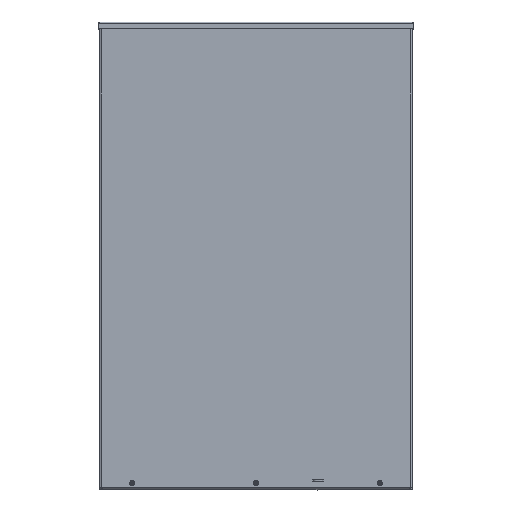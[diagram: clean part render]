
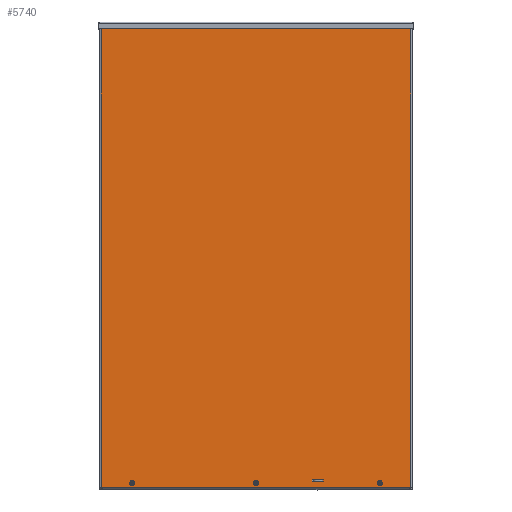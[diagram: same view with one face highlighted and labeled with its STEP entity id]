
A CAD part, top view. The second image highlights one B-rep face of the part: STEP entity #5740.
In plain terms, the highlighted face is planar.
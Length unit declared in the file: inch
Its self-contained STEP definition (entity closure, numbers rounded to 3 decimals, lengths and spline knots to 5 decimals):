
#275=FACE_BOUND('',#1190,.T.);
#276=FACE_BOUND('',#1191,.T.);
#277=FACE_BOUND('',#1192,.T.);
#278=FACE_BOUND('',#1193,.T.);
#279=FACE_BOUND('',#1194,.T.);
#280=FACE_BOUND('',#1195,.T.);
#281=FACE_BOUND('',#1196,.T.);
#464=PLANE('',#6222);
#769=FACE_OUTER_BOUND('',#1189,.T.);
#1189=EDGE_LOOP('',(#4562,#4563,#4564,#4565));
#1190=EDGE_LOOP('',(#4566));
#1191=EDGE_LOOP('',(#4567));
#1192=EDGE_LOOP('',(#4568));
#1193=EDGE_LOOP('',(#4569));
#1194=EDGE_LOOP('',(#4570,#4571,#4572,#4573,#4574,#4575,#4576,#4577));
#1195=EDGE_LOOP('',(#4578));
#1196=EDGE_LOOP('',(#4579));
#1626=LINE('',#9532,#2068);
#1630=LINE('',#9544,#2072);
#1634=LINE('',#9556,#2076);
#1639=LINE('',#9568,#2081);
#1641=LINE('',#9585,#2083);
#1648=LINE('',#9606,#2090);
#1653=LINE('',#9622,#2095);
#1655=LINE('',#9625,#2097);
#2068=VECTOR('',#7346,0.09375);
#2072=VECTOR('',#7358,0.78125);
#2076=VECTOR('',#7370,0.09375);
#2081=VECTOR('',#7383,0.78125);
#2083=VECTOR('',#7401,35.875);
#2090=VECTOR('',#7428,35.875);
#2095=VECTOR('',#7451,23.9375);
#2097=VECTOR('',#7455,23.9375);
#2348=CIRCLE('',#6169,0.125);
#2350=CIRCLE('',#6172,0.125);
#2352=CIRCLE('',#6175,0.125);
#2354=CIRCLE('',#6178,0.125);
#2355=CIRCLE('',#6180,0.03125);
#2357=CIRCLE('',#6184,0.03125);
#2359=CIRCLE('',#6188,0.03125);
#2361=CIRCLE('',#6192,0.03125);
#2364=CIRCLE('',#6197,0.125);
#2366=CIRCLE('',#6200,0.125);
#2725=VERTEX_POINT('',#9504);
#2727=VERTEX_POINT('',#9509);
#2729=VERTEX_POINT('',#9514);
#2731=VERTEX_POINT('',#9519);
#2732=VERTEX_POINT('',#9522);
#2733=VERTEX_POINT('',#9523);
#2736=VERTEX_POINT('',#9531);
#2738=VERTEX_POINT('',#9537);
#2740=VERTEX_POINT('',#9543);
#2742=VERTEX_POINT('',#9549);
#2744=VERTEX_POINT('',#9555);
#2746=VERTEX_POINT('',#9561);
#2749=VERTEX_POINT('',#9572);
#2751=VERTEX_POINT('',#9577);
#2753=VERTEX_POINT('',#9582);
#2754=VERTEX_POINT('',#9584);
#2757=VERTEX_POINT('',#9603);
#2758=VERTEX_POINT('',#9605);
#3345=EDGE_CURVE('',#2725,#2725,#2348,.T.);
#3347=EDGE_CURVE('',#2727,#2727,#2350,.T.);
#3349=EDGE_CURVE('',#2729,#2729,#2352,.T.);
#3351=EDGE_CURVE('',#2731,#2731,#2354,.T.);
#3352=EDGE_CURVE('',#2732,#2733,#2355,.T.);
#3356=EDGE_CURVE('',#2736,#2733,#1626,.T.);
#3359=EDGE_CURVE('',#2736,#2738,#2357,.T.);
#3362=EDGE_CURVE('',#2740,#2738,#1630,.T.);
#3365=EDGE_CURVE('',#2740,#2742,#2359,.T.);
#3368=EDGE_CURVE('',#2744,#2742,#1634,.T.);
#3371=EDGE_CURVE('',#2744,#2746,#2361,.T.);
#3375=EDGE_CURVE('',#2732,#2746,#1639,.T.);
#3377=EDGE_CURVE('',#2749,#2749,#2364,.T.);
#3379=EDGE_CURVE('',#2751,#2751,#2366,.T.);
#3382=EDGE_CURVE('',#2754,#2753,#1641,.T.);
#3393=EDGE_CURVE('',#2758,#2757,#1648,.T.);
#3401=EDGE_CURVE('',#2757,#2754,#1653,.T.);
#3403=EDGE_CURVE('',#2753,#2758,#1655,.T.);
#4562=ORIENTED_EDGE('',*,*,#3382,.T.);
#4563=ORIENTED_EDGE('',*,*,#3403,.T.);
#4564=ORIENTED_EDGE('',*,*,#3393,.T.);
#4565=ORIENTED_EDGE('',*,*,#3401,.T.);
#4566=ORIENTED_EDGE('',*,*,#3345,.T.);
#4567=ORIENTED_EDGE('',*,*,#3347,.T.);
#4568=ORIENTED_EDGE('',*,*,#3349,.T.);
#4569=ORIENTED_EDGE('',*,*,#3351,.T.);
#4570=ORIENTED_EDGE('',*,*,#3356,.T.);
#4571=ORIENTED_EDGE('',*,*,#3352,.F.);
#4572=ORIENTED_EDGE('',*,*,#3375,.T.);
#4573=ORIENTED_EDGE('',*,*,#3371,.F.);
#4574=ORIENTED_EDGE('',*,*,#3368,.T.);
#4575=ORIENTED_EDGE('',*,*,#3365,.F.);
#4576=ORIENTED_EDGE('',*,*,#3362,.T.);
#4577=ORIENTED_EDGE('',*,*,#3359,.F.);
#4578=ORIENTED_EDGE('',*,*,#3377,.T.);
#4579=ORIENTED_EDGE('',*,*,#3379,.T.);
#5740=ADVANCED_FACE('',(#769,#275,#276,#277,#278,#279,#280,#281),#464,.F.);
#6169=AXIS2_PLACEMENT_3D('',#9505,#7316,#7317);
#6172=AXIS2_PLACEMENT_3D('',#9510,#7322,#7323);
#6175=AXIS2_PLACEMENT_3D('',#9515,#7328,#7329);
#6178=AXIS2_PLACEMENT_3D('',#9520,#7334,#7335);
#6180=AXIS2_PLACEMENT_3D('',#9524,#7338,#7339);
#6184=AXIS2_PLACEMENT_3D('',#9538,#7351,#7352);
#6188=AXIS2_PLACEMENT_3D('',#9550,#7363,#7364);
#6192=AXIS2_PLACEMENT_3D('',#9562,#7375,#7376);
#6197=AXIS2_PLACEMENT_3D('',#9573,#7388,#7389);
#6200=AXIS2_PLACEMENT_3D('',#9578,#7394,#7395);
#6222=AXIS2_PLACEMENT_3D('',#9624,#7453,#7454);
#7316=DIRECTION('center_axis',(0.,0.,1.));
#7317=DIRECTION('ref_axis',(1.,0.,0.));
#7322=DIRECTION('center_axis',(0.,0.,1.));
#7323=DIRECTION('ref_axis',(1.,0.,0.));
#7328=DIRECTION('center_axis',(0.,0.,1.));
#7329=DIRECTION('ref_axis',(1.,0.,0.));
#7334=DIRECTION('center_axis',(0.,0.,1.));
#7335=DIRECTION('ref_axis',(1.,0.,0.));
#7338=DIRECTION('center_axis',(0.,0.,-1.));
#7339=DIRECTION('ref_axis',(0.707,0.707,0.));
#7346=DIRECTION('',(0.,1.,0.));
#7351=DIRECTION('center_axis',(0.,0.,-1.));
#7352=DIRECTION('ref_axis',(0.707,-0.707,0.));
#7358=DIRECTION('',(1.,0.,0.));
#7363=DIRECTION('center_axis',(0.,0.,-1.));
#7364=DIRECTION('ref_axis',(-0.707,-0.707,0.));
#7370=DIRECTION('',(0.,-1.,0.));
#7375=DIRECTION('center_axis',(0.,0.,-1.));
#7376=DIRECTION('ref_axis',(-0.707,0.707,0.));
#7383=DIRECTION('',(-1.,0.,0.));
#7388=DIRECTION('center_axis',(0.,0.,1.));
#7389=DIRECTION('ref_axis',(1.,0.,0.));
#7394=DIRECTION('center_axis',(0.,0.,1.));
#7395=DIRECTION('ref_axis',(1.,0.,0.));
#7401=DIRECTION('',(0.,-1.,0.));
#7428=DIRECTION('',(0.,1.,0.));
#7451=DIRECTION('',(1.,0.,0.));
#7453=DIRECTION('center_axis',(0.,0.,1.));
#7454=DIRECTION('ref_axis',(1.,0.,0.));
#7455=DIRECTION('',(-1.,0.,0.));
#9504=CARTESIAN_POINT('',(-9.6875,17.625,0.));
#9505=CARTESIAN_POINT('Origin',(-9.5625,17.625,0.));
#9509=CARTESIAN_POINT('',(-9.6875,-17.625,0.));
#9510=CARTESIAN_POINT('Origin',(-9.5625,-17.625,0.));
#9514=CARTESIAN_POINT('',(-0.125,17.625,0.));
#9515=CARTESIAN_POINT('Origin',(0.,17.625,0.));
#9519=CARTESIAN_POINT('',(-0.125,-17.625,0.));
#9520=CARTESIAN_POINT('Origin',(0.,-17.625,0.));
#9522=CARTESIAN_POINT('',(5.17188,17.49363,0.));
#9523=CARTESIAN_POINT('',(5.20313,17.46238,0.));
#9524=CARTESIAN_POINT('Origin',(5.17188,17.46238,0.));
#9531=CARTESIAN_POINT('',(5.20313,17.36863,0.));
#9532=CARTESIAN_POINT('',(5.20313,8.66869,0.));
#9537=CARTESIAN_POINT('',(5.17188,17.33738,0.));
#9538=CARTESIAN_POINT('Origin',(5.17188,17.36863,0.));
#9543=CARTESIAN_POINT('',(4.39063,17.33738,0.));
#9544=CARTESIAN_POINT('',(2.17969,17.33738,0.));
#9549=CARTESIAN_POINT('',(4.35938,17.36863,0.));
#9550=CARTESIAN_POINT('Origin',(4.39063,17.36863,0.));
#9555=CARTESIAN_POINT('',(4.35938,17.46238,0.));
#9556=CARTESIAN_POINT('',(4.35938,8.74681,0.));
#9561=CARTESIAN_POINT('',(4.39063,17.49363,0.));
#9562=CARTESIAN_POINT('Origin',(4.39063,17.46238,0.));
#9568=CARTESIAN_POINT('',(2.60156,17.49363,0.));
#9572=CARTESIAN_POINT('',(9.4375,17.625,0.));
#9573=CARTESIAN_POINT('Origin',(9.5625,17.625,0.));
#9577=CARTESIAN_POINT('',(9.4375,-17.625,0.));
#9578=CARTESIAN_POINT('Origin',(9.5625,-17.625,0.));
#9582=CARTESIAN_POINT('',(11.96875,-17.9375,0.));
#9584=CARTESIAN_POINT('',(11.96875,17.9375,0.));
#9585=CARTESIAN_POINT('',(11.96875,8.96875,0.));
#9603=CARTESIAN_POINT('',(-11.96875,17.9375,0.));
#9605=CARTESIAN_POINT('',(-11.96875,-17.9375,0.));
#9606=CARTESIAN_POINT('',(-11.96875,-8.96875,0.));
#9622=CARTESIAN_POINT('',(-12.074,17.9375,0.));
#9624=CARTESIAN_POINT('Origin',(0.,0.,
0.));
#9625=CARTESIAN_POINT('',(12.074,-17.9375,0.));
